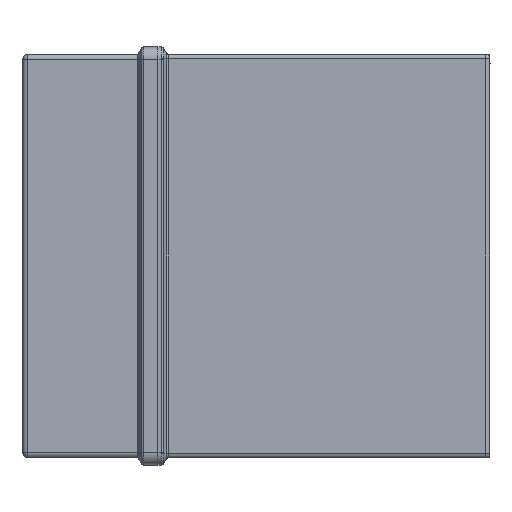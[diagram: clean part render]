
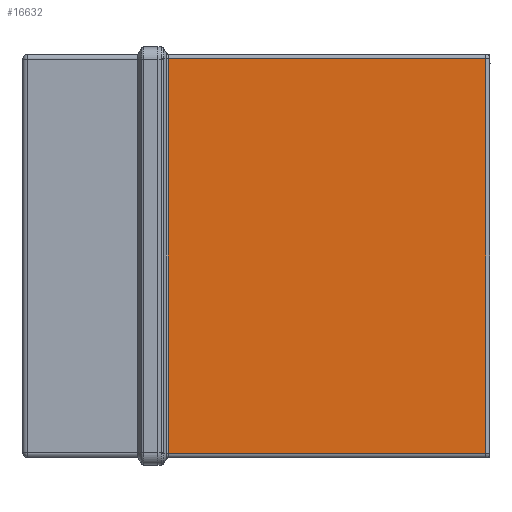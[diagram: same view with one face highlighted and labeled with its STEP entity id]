
A CAD part, left-side view. The second image highlights one B-rep face of the part: STEP entity #16632.
In plain terms, the highlighted planar face has unit normal (-1, 0, 0).
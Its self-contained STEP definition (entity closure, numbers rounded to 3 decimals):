
#595 = VECTOR ( 'NONE', #6060, 1000. ) ;
#1868 = VERTEX_POINT ( 'NONE', #9500 ) ;
#1881 = PLANE ( 'NONE',  #49587 ) ;
#2108 = DIRECTION ( 'NONE',  ( 0., 1., 0. ) ) ;
#4082 = CARTESIAN_POINT ( 'NONE',  ( -167.35, -133.3, 80.3 ) ) ;
#6060 = DIRECTION ( 'NONE',  ( 0., 0., 1. ) ) ;
#7538 = ORIENTED_EDGE ( 'NONE', *, *, #25510, .T. ) ;
#9500 = CARTESIAN_POINT ( 'NONE',  ( -167.35, -4.166, 80.3 ) ) ;
#10988 = CARTESIAN_POINT ( 'NONE',  ( -167.35, -133.3, 80.3 ) ) ;
#11638 = LINE ( 'NONE', #34862, #47364 ) ;
#12378 = VERTEX_POINT ( 'NONE', #47604 ) ;
#13053 = VECTOR ( 'NONE', #18990, 1000. ) ;
#13979 = FACE_OUTER_BOUND ( 'NONE', #35302, .T. ) ;
#16632 = ADVANCED_FACE ( 'NONE', ( #13979 ), #1881, .T. ) ;
#18990 = DIRECTION ( 'NONE',  ( 0., 0., -1. ) ) ;
#23104 = ORIENTED_EDGE ( 'NONE', *, *, #25594, .T. ) ;
#25135 = EDGE_CURVE ( 'NONE', #12378, #44905, #26260, .T. ) ;
#25491 = LINE ( 'NONE', #10988, #595 ) ;
#25510 = EDGE_CURVE ( 'NONE', #44905, #34067, #25491, .T. ) ;
#25594 = EDGE_CURVE ( 'NONE', #34067, #1868, #11638, .T. ) ;
#25603 = DIRECTION ( 'NONE',  ( -1., 0., 0. ) ) ;
#26202 = EDGE_CURVE ( 'NONE', #1868, #12378, #37953, .T. ) ;
#26260 = LINE ( 'NONE', #48133, #38778 ) ;
#30738 = ORIENTED_EDGE ( 'NONE', *, *, #25135, .T. ) ;
#34067 = VERTEX_POINT ( 'NONE', #4082 ) ;
#34862 = CARTESIAN_POINT ( 'NONE',  ( -167.35, -134.8, 80.3 ) ) ;
#35302 = EDGE_LOOP ( 'NONE', ( #30738, #7538, #23104, #54692 ) ) ;
#37953 = LINE ( 'NONE', #45509, #13053 ) ;
#38778 = VECTOR ( 'NONE', #58277, 1000. ) ;
#40252 = CARTESIAN_POINT ( 'NONE',  ( -167.35, -133.3, -80.3 ) ) ;
#44905 = VERTEX_POINT ( 'NONE', #40252 ) ;
#45509 = CARTESIAN_POINT ( 'NONE',  ( -167.35, -4.166, -82.1 ) ) ;
#47364 = VECTOR ( 'NONE', #2108, 1000. ) ;
#47604 = CARTESIAN_POINT ( 'NONE',  ( -167.35, -4.166, -80.3 ) ) ;
#48133 = CARTESIAN_POINT ( 'NONE',  ( -167.35, -134.8, -80.3 ) ) ;
#49587 = AXIS2_PLACEMENT_3D ( 'NONE', #53471, #25603, #58178 ) ;
#53471 = CARTESIAN_POINT ( 'NONE',  ( -167.35, -134.8, -82.1 ) ) ;
#54692 = ORIENTED_EDGE ( 'NONE', *, *, #26202, .T. ) ;
#58178 = DIRECTION ( 'NONE',  ( 0., 0., 1. ) ) ;
#58277 = DIRECTION ( 'NONE',  ( 0., -1., 0. ) ) ;
